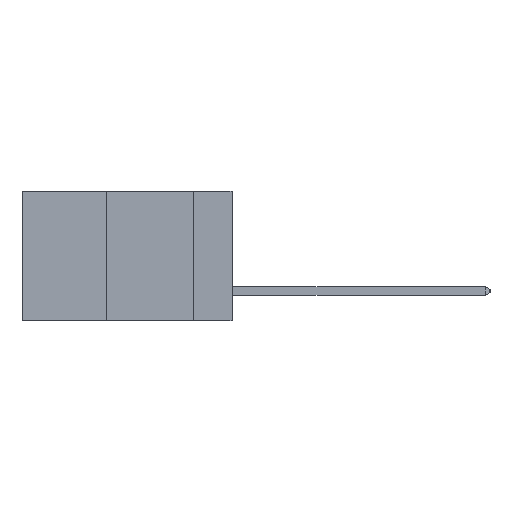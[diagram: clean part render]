
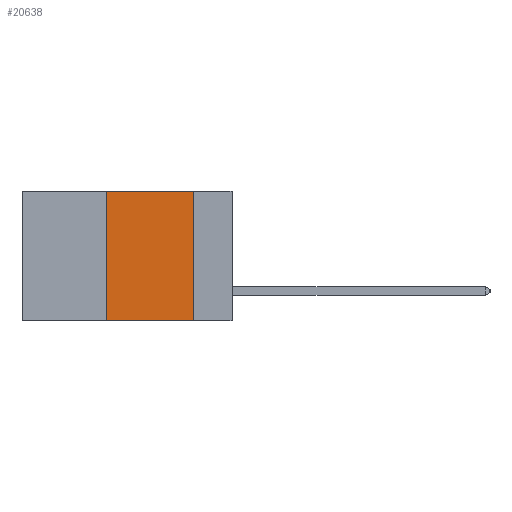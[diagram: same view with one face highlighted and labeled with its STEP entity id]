
A CAD part, left-side view. The second image highlights one B-rep face of the part: STEP entity #20638.
In plain terms, the highlighted planar face has unit normal (-1, 0, 0).
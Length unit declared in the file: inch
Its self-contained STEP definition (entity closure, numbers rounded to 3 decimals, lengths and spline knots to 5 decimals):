
#1523 = VERTEX_POINT ( 'NONE', #29505 ) ;
#3078 = EDGE_LOOP ( 'NONE', ( #16769, #10256, #19426, #12833 ) ) ;
#3831 = EDGE_CURVE ( 'NONE', #1523, #36178, #28371, .T. ) ;
#4041 = CARTESIAN_POINT ( 'NONE',  ( 0., 0.11, -0.37 ) ) ;
#5728 = FACE_OUTER_BOUND ( 'NONE', #3078, .T. ) ;
#6449 = DIRECTION ( 'NONE',  ( 0., 0., 1. ) ) ;
#7125 = EDGE_CURVE ( 'NONE', #36178, #8828, #15292, .T. ) ;
#8119 = CARTESIAN_POINT ( 'NONE',  ( 0., 0.6, -0.37 ) ) ;
#8828 = VERTEX_POINT ( 'NONE', #15294 ) ;
#9297 = CARTESIAN_POINT ( 'NONE',  ( 0., 0.36, 0. ) ) ;
#10256 = ORIENTED_EDGE ( 'NONE', *, *, #7125, .F. ) ;
#11268 = DIRECTION ( 'NONE',  ( 0., -1., 0. ) ) ;
#12833 = ORIENTED_EDGE ( 'NONE', *, *, #35150, .T. ) ;
#13135 = DIRECTION ( 'NONE',  ( 1., 0., 0. ) ) ;
#13815 = LINE ( 'NONE', #8119, #20640 ) ;
#15292 = LINE ( 'NONE', #34500, #21217 ) ;
#15294 = CARTESIAN_POINT ( 'NONE',  ( 0., 0.11, 0. ) ) ;
#16769 = ORIENTED_EDGE ( 'NONE', *, *, #33130, .F. ) ;
#19426 = ORIENTED_EDGE ( 'NONE', *, *, #3831, .F. ) ;
#20147 = CARTESIAN_POINT ( 'NONE',  ( 0., 0.36, 0. ) ) ;
#20638 = ADVANCED_FACE ( 'NONE', ( #5728 ), #27304, .F. ) ;
#20640 = VECTOR ( 'NONE', #30831, 39.37008 ) ;
#21217 = VECTOR ( 'NONE', #11268, 39.37008 ) ;
#23648 = VERTEX_POINT ( 'NONE', #4041 ) ;
#26472 = VECTOR ( 'NONE', #34753, 39.37008 ) ;
#27304 = PLANE ( 'NONE',  #27711 ) ;
#27526 = VECTOR ( 'NONE', #6449, 39.37008 ) ;
#27711 = AXIS2_PLACEMENT_3D ( 'NONE', #30049, #13135, #32737 ) ;
#28371 = LINE ( 'NONE', #9297, #27526 ) ;
#29505 = CARTESIAN_POINT ( 'NONE',  ( 0., 0.36, -0.37 ) ) ;
#30049 = CARTESIAN_POINT ( 'NONE',  ( 0., 0.6, 0. ) ) ;
#30831 = DIRECTION ( 'NONE',  ( 0., -1., 0. ) ) ;
#32030 = CARTESIAN_POINT ( 'NONE',  ( 0., 0.11, 0. ) ) ;
#32737 = DIRECTION ( 'NONE',  ( 0., 0., -1. ) ) ;
#33130 = EDGE_CURVE ( 'NONE', #8828, #23648, #33686, .T. ) ;
#33686 = LINE ( 'NONE', #32030, #26472 ) ;
#34500 = CARTESIAN_POINT ( 'NONE',  ( 0., 0.6, 0. ) ) ;
#34753 = DIRECTION ( 'NONE',  ( 0., 0., -1. ) ) ;
#35150 = EDGE_CURVE ( 'NONE', #1523, #23648, #13815, .T. ) ;
#36178 = VERTEX_POINT ( 'NONE', #20147 ) ;
